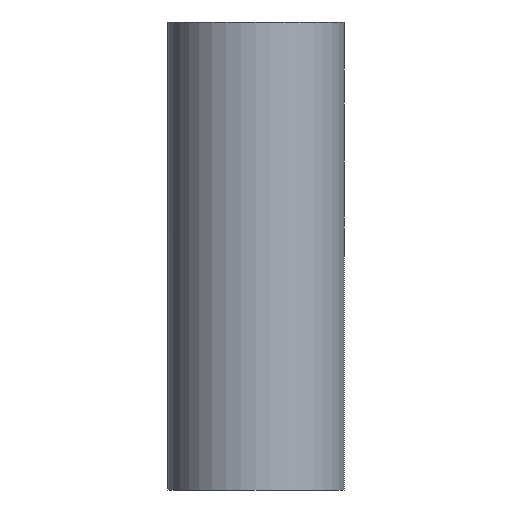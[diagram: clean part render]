
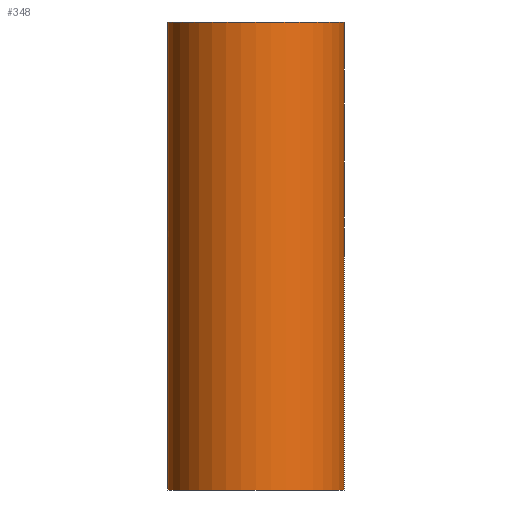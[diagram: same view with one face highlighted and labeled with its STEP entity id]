
A CAD part, left-side view. The second image highlights one B-rep face of the part: STEP entity #348.
In plain terms, the highlighted cylindrical face has radius 25.4 mm (diameter 50.8 mm), a full revolution.
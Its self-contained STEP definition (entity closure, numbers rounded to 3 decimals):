
#219=CARTESIAN_POINT('',(0.0,0.0,-135.0));
#220=DIRECTION('',(0.0,0.0,1.0));
#221=DIRECTION('',(-1.0,0.0,0.0));
#222=AXIS2_PLACEMENT_3D('',#219,#220,#221);
#223=CYLINDRICAL_SURFACE('',#222,25.4);
#224=CARTESIAN_POINT('',(25.4,0.,-135.0));
#225=VERTEX_POINT('',#224);
#226=CARTESIAN_POINT('',(0.0,0.0,-135.0));
#227=DIRECTION('',(0.0,0.0,-1.0));
#228=DIRECTION('',(-1.0,0.0,0.0));
#229=AXIS2_PLACEMENT_3D('',#226,#227,#228);
#230=CIRCLE('',#229,25.4);
#231=EDGE_CURVE('',#225,#225,#230,.T.);
#232=ORIENTED_EDGE('',*,*,#231,.F.);
#233=EDGE_LOOP('',(#232));
#234=FACE_OUTER_BOUND('',#233,.T.);
#235=CARTESIAN_POINT('',(0.,-25.4,0.));
#236=VERTEX_POINT('',#235);
#237=CARTESIAN_POINT('',(0.,25.4,0.));
#238=VERTEX_POINT('',#237);
#239=CARTESIAN_POINT('',(0.,-25.4,0.));
#240=CARTESIAN_POINT('',(0.,-25.4,-0.12));
#241=CARTESIAN_POINT('',(0.,-25.4,-0.239));
#242=CARTESIAN_POINT('',(0.,-25.4,-0.359));
#243=CARTESIAN_POINT('',(0.013,-25.4,-5.103));
#244=CARTESIAN_POINT('',(0.276,-25.403,-9.812));
#245=CARTESIAN_POINT('',(0.777,-25.388,-14.486));
#246=CARTESIAN_POINT('',(1.06,-25.379,-17.121));
#247=CARTESIAN_POINT('',(1.419,-25.364,-19.744));
#248=CARTESIAN_POINT('',(1.851,-25.332,-22.357));
#249=CARTESIAN_POINT('',(2.053,-25.318,-23.572));
#250=CARTESIAN_POINT('',(2.27,-25.299,-24.788));
#251=CARTESIAN_POINT('',(2.503,-25.276,-25.996));
#252=CARTESIAN_POINT('',(4.074,-25.121,-34.156));
#253=CARTESIAN_POINT('',(6.267,-24.756,-41.706));
#254=CARTESIAN_POINT('',(8.744,-23.847,-48.589));
#255=CARTESIAN_POINT('',(9.525,-23.561,-50.759));
#256=CARTESIAN_POINT('',(10.334,-23.221,-52.862));
#257=CARTESIAN_POINT('',(11.162,-22.816,-54.898));
#258=CARTESIAN_POINT('',(11.573,-22.615,-55.909));
#259=CARTESIAN_POINT('',(11.986,-22.399,-56.897));
#260=CARTESIAN_POINT('',(12.397,-22.169,-57.856));
#261=CARTESIAN_POINT('',(13.468,-21.57,-60.353));
#262=CARTESIAN_POINT('',(14.529,-20.875,-62.669));
#263=CARTESIAN_POINT('',(15.555,-20.08,-64.806));
#264=CARTESIAN_POINT('',(16.087,-19.668,-65.914));
#265=CARTESIAN_POINT('',(16.609,-19.229,-66.974));
#266=CARTESIAN_POINT('',(17.119,-18.764,-67.987));
#267=CARTESIAN_POINT('',(17.397,-18.511,-68.538));
#268=CARTESIAN_POINT('',(17.671,-18.249,-69.076));
#269=CARTESIAN_POINT('',(17.941,-17.98,-69.599));
#270=CARTESIAN_POINT('',(18.199,-17.723,-70.099));
#271=CARTESIAN_POINT('',(18.457,-17.455,-70.594));
#272=CARTESIAN_POINT('',(18.715,-17.173,-71.084));
#273=CARTESIAN_POINT('',(19.547,-16.266,-72.665));
#274=CARTESIAN_POINT('',(20.378,-15.229,-74.189));
#275=CARTESIAN_POINT('',(21.164,-14.045,-75.592));
#276=CARTESIAN_POINT('',(21.44,-13.629,-76.086));
#277=CARTESIAN_POINT('',(21.711,-13.194,-76.565));
#278=CARTESIAN_POINT('',(21.974,-12.74,-77.026));
#279=CARTESIAN_POINT('',(22.18,-12.384,-77.388));
#280=CARTESIAN_POINT('',(22.378,-12.022,-77.732));
#281=CARTESIAN_POINT('',(22.567,-11.656,-78.059));
#282=CARTESIAN_POINT('',(23.271,-10.295,-79.275));
#283=CARTESIAN_POINT('',(23.85,-8.87,-80.251));
#284=CARTESIAN_POINT('',(24.297,-7.403,-80.995));
#285=CARTESIAN_POINT('',(24.524,-6.66,-81.373));
#286=CARTESIAN_POINT('',(24.716,-5.909,-81.69));
#287=CARTESIAN_POINT('',(24.876,-5.132,-81.954));
#288=CARTESIAN_POINT('',(25.088,-4.108,-82.303));
#289=CARTESIAN_POINT('',(25.241,-3.044,-82.553));
#290=CARTESIAN_POINT('',(25.325,-1.949,-82.691));
#291=CARTESIAN_POINT('',(25.38,-1.231,-82.781));
#292=CARTESIAN_POINT('',(25.405,-0.507,-82.821));
#293=CARTESIAN_POINT('',(25.399,0.214,-82.812));
#294=CARTESIAN_POINT('',(25.393,0.979,-82.801));
#295=CARTESIAN_POINT('',(25.352,1.742,-82.734));
#296=CARTESIAN_POINT('',(25.277,2.501,-82.612));
#297=CARTESIAN_POINT('',(25.212,3.158,-82.505));
#298=CARTESIAN_POINT('',(25.122,3.803,-82.359));
#299=CARTESIAN_POINT('',(25.01,4.432,-82.175));
#300=CARTESIAN_POINT('',(24.84,5.392,-81.896));
#301=CARTESIAN_POINT('',(24.619,6.317,-81.532));
#302=CARTESIAN_POINT('',(24.357,7.203,-81.095));
#303=CARTESIAN_POINT('',(24.202,7.727,-80.838));
#304=CARTESIAN_POINT('',(24.032,8.241,-80.553));
#305=CARTESIAN_POINT('',(23.845,8.751,-80.238));
#306=CARTESIAN_POINT('',(23.233,10.417,-79.209));
#307=CARTESIAN_POINT('',(22.446,12.019,-77.867));
#308=CARTESIAN_POINT('',(21.504,13.519,-76.197));
#309=CARTESIAN_POINT('',(20.805,14.63,-74.959));
#310=CARTESIAN_POINT('',(20.025,15.679,-73.547));
#311=CARTESIAN_POINT('',(19.178,16.654,-71.959));
#312=CARTESIAN_POINT('',(18.229,17.747,-70.179));
#313=CARTESIAN_POINT('',(17.196,18.747,-68.176));
#314=CARTESIAN_POINT('',(16.104,19.643,-65.939));
#315=CARTESIAN_POINT('',(15.592,20.062,-64.892));
#316=CARTESIAN_POINT('',(15.066,20.459,-63.79));
#317=CARTESIAN_POINT('',(14.54,20.826,-62.657));
#318=CARTESIAN_POINT('',(12.832,22.019,-58.977));
#319=CARTESIAN_POINT('',(11.099,22.916,-54.921));
#320=CARTESIAN_POINT('',(9.446,23.578,-50.503));
#321=CARTESIAN_POINT('',(8.277,24.047,-47.376));
#322=CARTESIAN_POINT('',(7.148,24.397,-44.068));
#323=CARTESIAN_POINT('',(6.1,24.657,-40.582));
#324=CARTESIAN_POINT('',(5.533,24.797,-38.698));
#325=CARTESIAN_POINT('',(4.988,24.911,-36.754));
#326=CARTESIAN_POINT('',(4.472,25.003,-34.747));
#327=CARTESIAN_POINT('',(2.99,25.268,-28.989));
#328=CARTESIAN_POINT('',(1.746,25.352,-22.726));
#329=CARTESIAN_POINT('',(0.949,25.382,-16.006));
#330=CARTESIAN_POINT('',(0.359,25.404,-11.034));
#331=CARTESIAN_POINT('',(0.015,25.4,-5.812));
#332=CARTESIAN_POINT('',(0.,25.4,-0.359));
#333=CARTESIAN_POINT('',(0.,25.4,-0.239));
#334=CARTESIAN_POINT('',(0.,25.4,-0.12));
#335=CARTESIAN_POINT('',(0.,25.4,0.));
#336=B_SPLINE_CURVE_WITH_KNOTS('',3,(#239,#240,#241,#242,#243,#244,#245,#246,#247,#248,#249,#250,#251,#252,#253,#254,#255,#256,#257,#258,#259,#260,#261,#262,#263,#264,#265,#266,#267,#268,#269,#270,#271,#272,#273,#274,#275,#276,#277,#278,#279,#280,#281,#282,#283,#284,#285,#286,#287,#288,#289,#290,#291,#292,#293,#294,#295,#296,#297,#298,#299,#300,#301,#302,#303,#304,#305,#306,#307,#308,#309,#310,#311,#312,#313,#314,#315,#316,#317,#318,#319,#320,#321,#322,#323,#324,#325,#326,#327,#328,#329,#330,#331,#332,#333,#334,#335),.UNSPECIFIED.,.F.,.U.,(4,3,3,3,3,3,3,3,3,3,3,3,3,3,3,3,3,3,3,3,3,3,3,3,3,3,3,3,3,3,3,3,4),(-33.258,-33.205,-31.13,-29.96,-29.415,-25.738,-24.579,-24.003,-22.503,-21.726,-21.302,-20.897,-19.591,-19.132,-18.771,-17.429,-16.749,-15.852,-15.264,-14.64,-14.098,-13.272,-12.783,-11.187,-10.004,-8.678,-8.058,-6.043,-4.618,-3.847,-1.636,0.0,0.036),.UNSPECIFIED.);
#337=EDGE_CURVE('',#236,#238,#336,.T.);
#338=ORIENTED_EDGE('',*,*,#337,.F.);
#339=CARTESIAN_POINT('',(0.0,0.0,0.0));
#340=DIRECTION('',(0.0,0.0,-1.0));
#341=DIRECTION('',(-1.0,0.0,0.0));
#342=AXIS2_PLACEMENT_3D('',#339,#340,#341);
#343=CIRCLE('',#342,25.4);
#344=EDGE_CURVE('',#236,#238,#343,.T.);
#345=ORIENTED_EDGE('',*,*,#344,.T.);
#346=EDGE_LOOP('',(#338,#345));
#347=FACE_BOUND('',#346,.T.);
#348=ADVANCED_FACE('',(#234,#347),#223,.T.);
